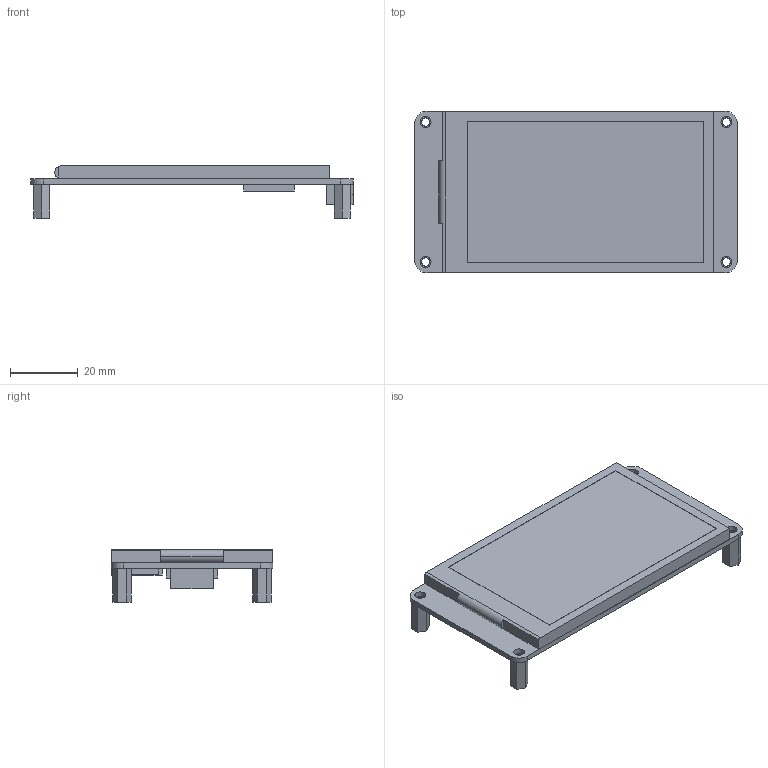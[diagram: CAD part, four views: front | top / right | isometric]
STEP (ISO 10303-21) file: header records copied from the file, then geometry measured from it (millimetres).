
FILE_DESCRIPTION(('HOOPS Exchange Step'),'2;1');
FILE_NAME('export-A58305A1-9E2F-4E61-A588-11541AF2941B.stp','2023-01-07T20:47:21+16:00',('Daxxn'),('Alibre'),'HOOPS Exchange 2022.0','Alibre','Unknown authorisation');
FILE_SCHEMA( ('AP242_MANAGED_MODEL_BASED_3D_ENGINEERING_MIM_LF {1 0 10303 442 1 1 4 }') );
Length unit declared in the file: centimetre
Products named in the file (1): NX4024T032-10mm
Bounding box: 95 x 47.6 x 15.45 mm (x, y, z)
Volume: 22526.4 mm3; surface area: 12505 mm2
Topology: 1 solids, 1 shells, 94 faces, 245 edges, 166 vertices
Faces by surface type: plane 80, cylinder 14
Full cylindrical faces by diameter (mm): 2.45 x4, 3.2 x4
Entity records: 3037 total; most frequent: CARTESIAN_POINT 507, ORIENTED_EDGE 490, DIRECTION 477, EDGE_CURVE 245, VECTOR 205, LINE 205, VERTEX_POINT 166, AXIS2_PLACEMENT_3D 136
